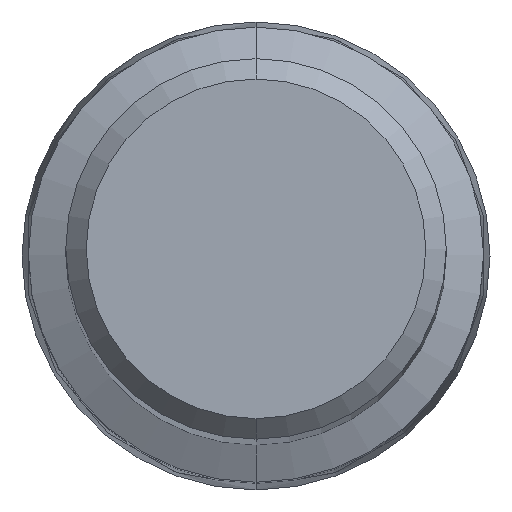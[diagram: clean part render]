
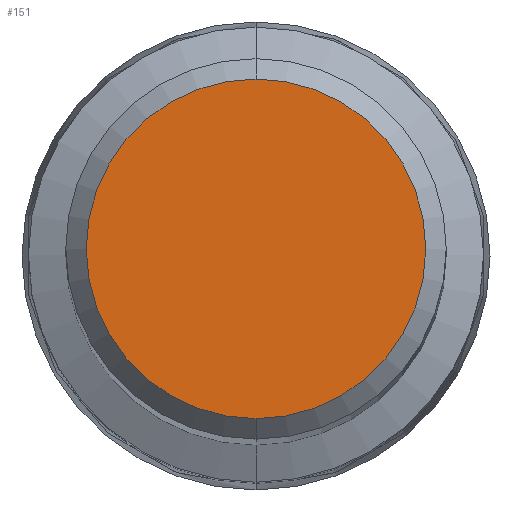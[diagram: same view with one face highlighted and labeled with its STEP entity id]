
A CAD part, top view. The second image highlights one B-rep face of the part: STEP entity #151.
In plain terms, the highlighted planar face has unit normal (0, 0, 1).
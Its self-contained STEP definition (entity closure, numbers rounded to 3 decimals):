
#151=ADVANCED_FACE('',(#354),#355,.T.);
#165=EDGE_CURVE('',#257,#195,#369,.T.);
#195=VERTEX_POINT('',#404);
#257=VERTEX_POINT('',#474);
#265=EDGE_CURVE('',#195,#257,#483,.T.);
#354=FACE_OUTER_BOUND('',#576,.T.);
#355=PLANE('',#577);
#369=CIRCLE('',#601,4.15);
#404=CARTESIAN_POINT('',(0.0,4.15,0.0));
#474=CARTESIAN_POINT('',(0.,-4.15,0.0));
#483=CIRCLE('',#744,4.15);
#576=EDGE_LOOP('',(#841,#842));
#577=AXIS2_PLACEMENT_3D('',#843,#844,#845);
#601=AXIS2_PLACEMENT_3D('',#858,#859,#860);
#744=AXIS2_PLACEMENT_3D('',#1009,#1010,#1011);
#841=ORIENTED_EDGE('',*,*,#265,.F.);
#842=ORIENTED_EDGE('',*,*,#165,.F.);
#843=CARTESIAN_POINT('',(0.0,2.075,0.0));
#844=DIRECTION('',(-0.0,0.0,1.0));
#845=DIRECTION('',(0.0,-1.0,0.0));
#858=CARTESIAN_POINT('',(0.0,0.0,0.0));
#859=DIRECTION('',(0.0,0.0,-1.0));
#860=DIRECTION('',(0.0,1.0,0.0));
#1009=CARTESIAN_POINT('',(0.0,0.0,0.0));
#1010=DIRECTION('',(0.0,0.0,-1.0));
#1011=DIRECTION('',(0.0,1.0,0.0));
